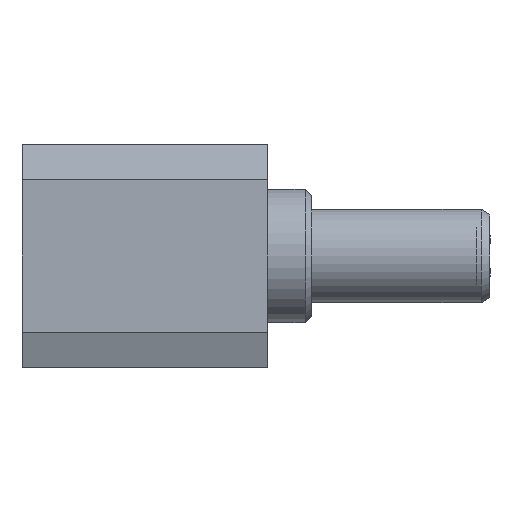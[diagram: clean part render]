
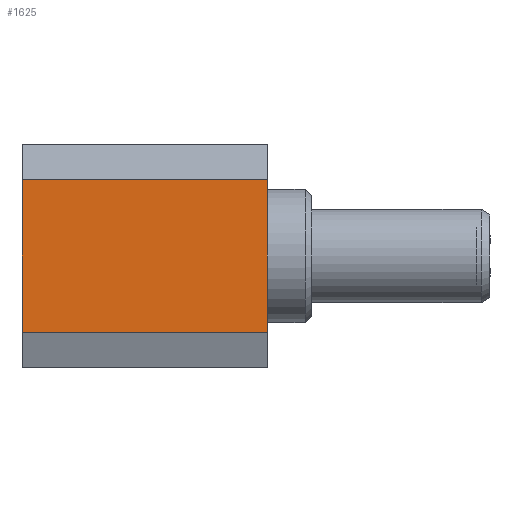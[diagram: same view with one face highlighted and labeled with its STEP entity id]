
A CAD part, left-side view. The second image highlights one B-rep face of the part: STEP entity #1625.
In plain terms, the highlighted planar face has unit normal (-1, 0, 0).
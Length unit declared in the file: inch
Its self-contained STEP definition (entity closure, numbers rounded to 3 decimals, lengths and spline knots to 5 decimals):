
#540 = ORIENTED_EDGE ( 'NONE', *, *, #1473, .T. ) ;
#541 = ORIENTED_EDGE ( 'NONE', *, *, #1567, .F. ) ;
#542 = ORIENTED_EDGE ( 'NONE', *, *, #1472, .F. ) ;
#543 = ORIENTED_EDGE ( 'NONE', *, *, #1470, .T. ) ;
#795 = VERTEX_POINT ( 'NONE', #968 ) ;
#802 = VERTEX_POINT ( 'NONE', #975 ) ;
#968 = CARTESIAN_POINT ( 'NONE',  ( -0.01203, 0., -0.08425 ) ) ;
#975 = CARTESIAN_POINT ( 'NONE',  ( -0.01203, 0., -0.01575 ) ) ;
#1470 = EDGE_CURVE ( 'NONE', #2797, #802, #3487, .T. ) ;
#1472 = EDGE_CURVE ( 'NONE', #2789, #795, #3494, .T. ) ;
#1473 = EDGE_CURVE ( 'NONE', #2789, #2797, #3497, .T. ) ;
#1567 = EDGE_CURVE ( 'NONE', #795, #802, #3949, .T. ) ;
#1625 = ADVANCED_FACE ( 'NONE', ( #4106 ), #4176, .T. ) ;
#2384 = EDGE_LOOP ( 'NONE', ( #541, #542, #540, #543 ) ) ;
#2789 = VERTEX_POINT ( 'NONE', #4742 ) ;
#2797 = VERTEX_POINT ( 'NONE', #4750 ) ;
#3487 = LINE ( 'NONE', #3488, #3652 ) ;
#3488 = CARTESIAN_POINT ( 'NONE',  ( -0.01203, -0.11, -0.01575 ) ) ;
#3489 = DIRECTION ( 'NONE',  ( 0., 1., 0. ) ) ;
#3494 = LINE ( 'NONE', #3495, #3654 ) ;
#3495 = CARTESIAN_POINT ( 'NONE',  ( -0.01203, -0.11, -0.08425 ) ) ;
#3496 = DIRECTION ( 'NONE',  ( 0., 1., 0. ) ) ;
#3497 = LINE ( 'NONE', #3498, #3655 ) ;
#3498 = CARTESIAN_POINT ( 'NONE',  ( -0.01203, -0.11, -0.08425 ) ) ;
#3499 = DIRECTION ( 'NONE',  ( 0., 0., 1. ) ) ;
#3652 = VECTOR ( 'NONE', #3489, 39.37008 ) ;
#3654 = VECTOR ( 'NONE', #3496, 39.37008 ) ;
#3655 = VECTOR ( 'NONE', #3499, 39.37008 ) ;
#3949 = LINE ( 'NONE', #3950, #4066 ) ;
#3950 = CARTESIAN_POINT ( 'NONE',  ( -0.01203, 0., -0.08425 ) ) ;
#3951 = DIRECTION ( 'NONE',  ( 0., 0., 1. ) ) ;
#4066 = VECTOR ( 'NONE', #3951, 39.37008 ) ;
#4106 = FACE_OUTER_BOUND ( 'NONE', #2384, .T. ) ;
#4176 = PLANE ( 'NONE',  #4452 ) ;
#4234 = CARTESIAN_POINT ( 'NONE',  ( -0.01203, -0.11, -0.08425 ) ) ;
#4235 = DIRECTION ( 'NONE',  ( -1., 0., 0. ) ) ;
#4236 = DIRECTION ( 'NONE',  ( 0., 0., 1. ) ) ;
#4452 = AXIS2_PLACEMENT_3D ( 'NONE', #4234, #4235, #4236 ) ;
#4742 = CARTESIAN_POINT ( 'NONE',  ( -0.01203, -0.11, -0.08425 ) ) ;
#4750 = CARTESIAN_POINT ( 'NONE',  ( -0.01203, -0.11, -0.01575 ) ) ;
